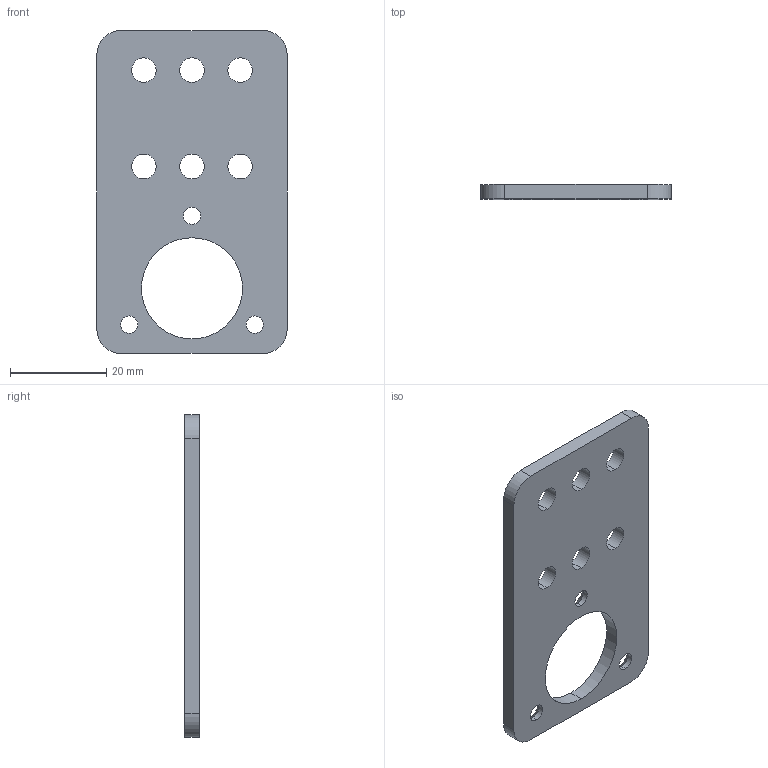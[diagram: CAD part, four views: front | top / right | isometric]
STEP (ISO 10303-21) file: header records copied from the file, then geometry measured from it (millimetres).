
FILE_DESCRIPTION (( 'STEP AP214' ), '1' );
FILE_NAME ('ENCODER_PLATE.STEP', '2016-04-27T03:52:01', ( 'coeadmin' ), ( '' ), 'SwSTEP 2.0', 'SolidWorks 2015', '' );
FILE_SCHEMA (( 'AUTOMOTIVE_DESIGN' ));
Length unit declared in the file: millimetre
Products named in the file (1): ENCODER_PLATE
Bounding box: 39.5 x 3 x 67 mm (x, y, z)
Volume: 6298.8 mm3; surface area: 5429.1 mm2
Topology: 1 solids, 1 shells, 36 faces, 96 edges, 62 vertices
Faces by surface type: cylinder 24, cone 6, plane 6
Entity records: 1220 total; most frequent: DIRECTION 224, CARTESIAN_POINT 195, ORIENTED_EDGE 192, EDGE_CURVE 96, AXIS2_PLACEMENT_3D 91, VERTEX_POINT 62, EDGE_LOOP 56, CIRCLE 54
